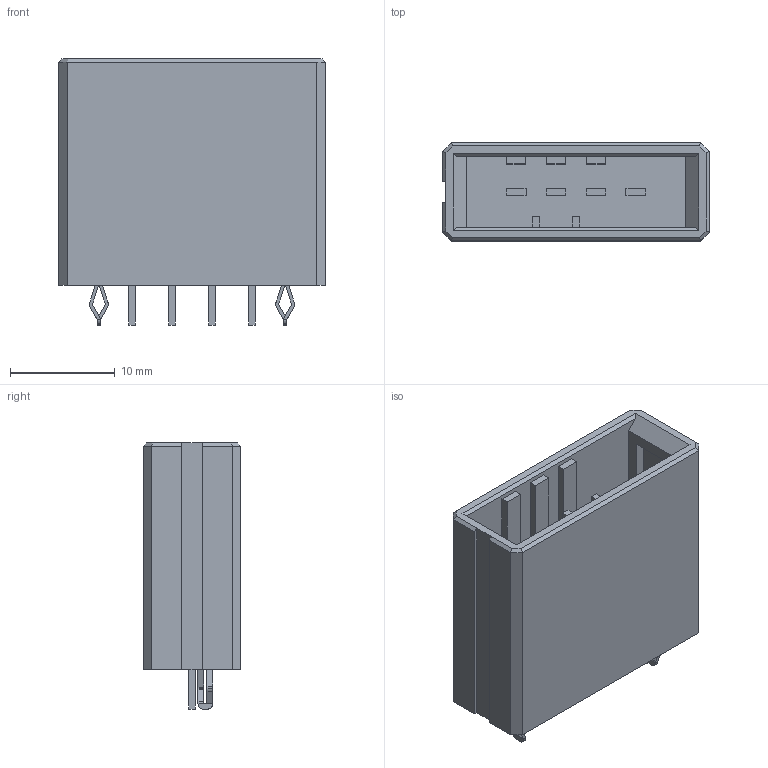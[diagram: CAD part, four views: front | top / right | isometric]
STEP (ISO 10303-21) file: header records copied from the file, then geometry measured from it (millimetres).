
FILE_DESCRIPTION(('STEP AP242'),'1');
FILE_NAME('1-178314-2.stp','2022-12-07T18:33:27',('TraceParts'),('TraceParts S.A.'),'Spatial InterOp 3D',' ',' ');
FILE_SCHEMA(('AP242_MANAGED_MODEL_BASED_3D_ENGINEERING_MIM_LF {1 0 10303 442 1 1 4}'));
Length unit declared in the file: millimetre
Products named in the file (1): 1-178314-2
Bounding box: 25.43 x 9.35 x 25.4 mm (x, y, z)
Volume: 2766.4 mm3; surface area: 3321.9 mm2
Topology: 1 solids, 1 shells, 168 faces, 449 edges, 292 vertices
Faces by surface type: plane 134, cylinder 34
Entity records: 5215 total; most frequent: CARTESIAN_POINT 969, ORIENTED_EDGE 898, DIRECTION 835, EDGE_CURVE 449, LINE 377, VECTOR 377, VERTEX_POINT 292, AXIS2_PLACEMENT_3D 229
